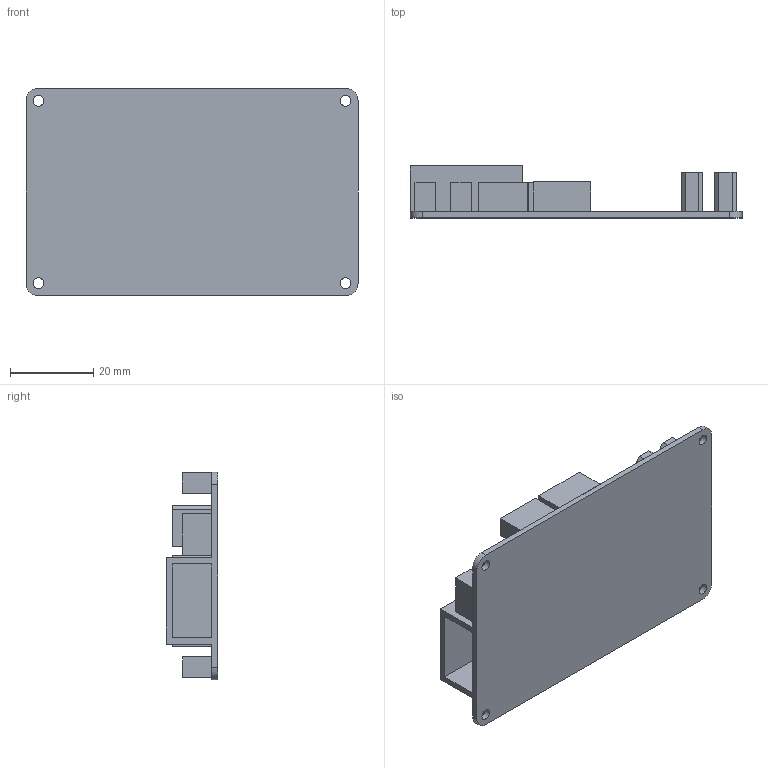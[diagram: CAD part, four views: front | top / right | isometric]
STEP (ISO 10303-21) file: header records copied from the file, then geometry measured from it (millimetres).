
FILE_DESCRIPTION(/* description */ (''),/* implementation_level */ '2;1');
FILE_NAME(/* name */ '20210407-power_dist-r43b-mechanical.step',/* time_stamp */ '2021-04-07T17:30:37-04:00',/* author */ (''),/* organization */ (''),/* preprocessor_version */ 'ST-DEVELOPER v18.1',/* originating_system */ 'Autodesk Translation Framework v9.10.0.1330',/* authorisation */ '');
FILE_SCHEMA (('AUTOMOTIVE_DESIGN { 1 0 10303 214 3 1 1 }'));
Length unit declared in the file: millimetre
Products named in the file (1): power_dist r4
Bounding box: 80 x 12.5 x 50 mm (x, y, z)
Volume: 12681.5 mm3; surface area: 13676.8 mm2
Topology: 1 solids, 1 shells, 90 faces, 228 edges, 152 vertices
Faces by surface type: plane 82, cylinder 8
Full cylindrical faces by diameter (mm): 2.6 x4
Entity records: 2717 total; most frequent: CARTESIAN_POINT 471, ORIENTED_EDGE 456, DIRECTION 426, EDGE_CURVE 228, LINE 212, VECTOR 212, VERTEX_POINT 152, EDGE_LOOP 110
